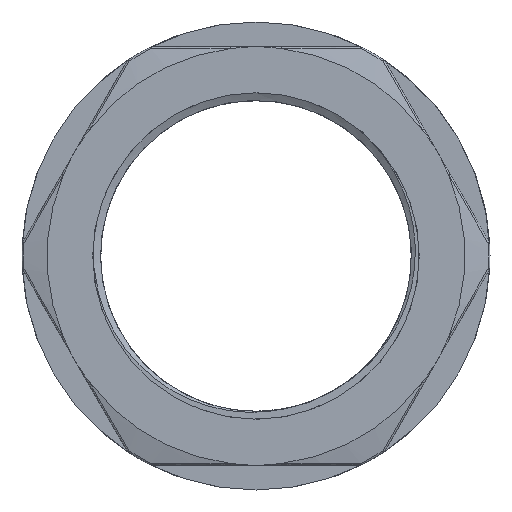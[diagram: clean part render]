
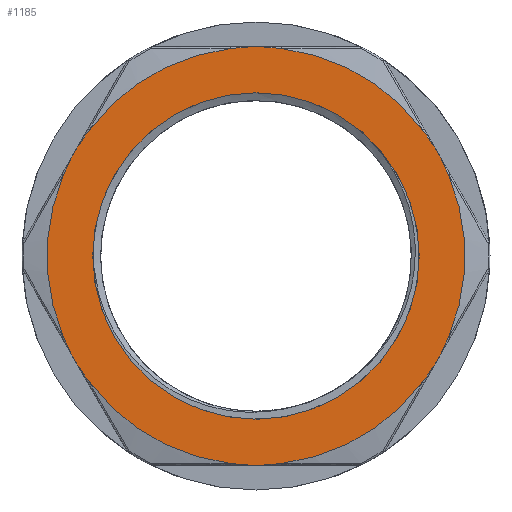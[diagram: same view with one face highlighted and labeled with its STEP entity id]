
A CAD part, left-side view. The second image highlights one B-rep face of the part: STEP entity #1185.
In plain terms, the highlighted planar face has unit normal (-1, 0, 0).
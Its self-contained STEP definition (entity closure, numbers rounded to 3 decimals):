
#41=FACE_BOUND('',#348,.T.);
#56=PLANE('',#1349);
#86=CIRCLE('',#1201,16.011);
#90=CIRCLE('',#1205,20.5);
#99=CIRCLE('',#1218,20.5);
#103=CIRCLE('',#1225,20.5);
#106=CIRCLE('',#1228,20.5);
#115=CIRCLE('',#1241,20.5);
#118=CIRCLE('',#1247,20.5);
#121=CIRCLE('',#1250,20.5);
#130=CIRCLE('',#1263,20.5);
#133=CIRCLE('',#1269,20.5);
#136=CIRCLE('',#1272,20.5);
#145=CIRCLE('',#1285,20.5);
#148=CIRCLE('',#1291,20.5);
#151=CIRCLE('',#1294,20.5);
#160=CIRCLE('',#1307,20.5);
#163=CIRCLE('',#1313,20.5);
#166=CIRCLE('',#1316,20.5);
#174=CIRCLE('',#1328,20.5);
#177=CIRCLE('',#1334,20.5);
#264=FACE_OUTER_BOUND('',#347,.T.);
#347=EDGE_LOOP('',(#1069,#1070,#1071,#1072,#1073,#1074,#1075,#1076,#1077,
#1078,#1079,#1080,#1081,#1082,#1083,#1084,#1085,#1086));
#348=EDGE_LOOP('',(#1087));
#467=VERTEX_POINT('',#2586);
#468=VERTEX_POINT('',#2609);
#472=VERTEX_POINT('',#2653);
#481=VERTEX_POINT('',#2701);
#485=VERTEX_POINT('',#2755);
#486=VERTEX_POINT('',#2781);
#490=VERTEX_POINT('',#2825);
#499=VERTEX_POINT('',#2873);
#501=VERTEX_POINT('',#2945);
#505=VERTEX_POINT('',#2989);
#514=VERTEX_POINT('',#3037);
#516=VERTEX_POINT('',#3109);
#520=VERTEX_POINT('',#3153);
#529=VERTEX_POINT('',#3201);
#531=VERTEX_POINT('',#3273);
#535=VERTEX_POINT('',#3317);
#544=VERTEX_POINT('',#3365);
#548=VERTEX_POINT('',#3475);
#556=VERTEX_POINT('',#3521);
#571=EDGE_CURVE('',#467,#467,#86,.T.);
#577=EDGE_CURVE('',#468,#472,#90,.T.);
#594=EDGE_CURVE('',#472,#481,#99,.T.);
#599=EDGE_CURVE('',#481,#485,#103,.T.);
#605=EDGE_CURVE('',#486,#490,#106,.T.);
#622=EDGE_CURVE('',#490,#499,#115,.T.);
#626=EDGE_CURVE('',#499,#468,#118,.T.);
#631=EDGE_CURVE('',#501,#505,#121,.T.);
#648=EDGE_CURVE('',#505,#514,#130,.T.);
#652=EDGE_CURVE('',#514,#486,#133,.T.);
#657=EDGE_CURVE('',#516,#520,#136,.T.);
#674=EDGE_CURVE('',#520,#529,#145,.T.);
#678=EDGE_CURVE('',#529,#501,#148,.T.);
#683=EDGE_CURVE('',#531,#535,#151,.T.);
#700=EDGE_CURVE('',#535,#544,#160,.T.);
#704=EDGE_CURVE('',#544,#516,#163,.T.);
#708=EDGE_CURVE('',#485,#548,#166,.T.);
#724=EDGE_CURVE('',#548,#556,#174,.T.);
#728=EDGE_CURVE('',#556,#531,#177,.T.);
#1069=ORIENTED_EDGE('',*,*,#674,.F.);
#1070=ORIENTED_EDGE('',*,*,#657,.F.);
#1071=ORIENTED_EDGE('',*,*,#704,.F.);
#1072=ORIENTED_EDGE('',*,*,#700,.F.);
#1073=ORIENTED_EDGE('',*,*,#683,.F.);
#1074=ORIENTED_EDGE('',*,*,#728,.F.);
#1075=ORIENTED_EDGE('',*,*,#724,.F.);
#1076=ORIENTED_EDGE('',*,*,#708,.F.);
#1077=ORIENTED_EDGE('',*,*,#599,.F.);
#1078=ORIENTED_EDGE('',*,*,#594,.F.);
#1079=ORIENTED_EDGE('',*,*,#577,.F.);
#1080=ORIENTED_EDGE('',*,*,#626,.F.);
#1081=ORIENTED_EDGE('',*,*,#622,.F.);
#1082=ORIENTED_EDGE('',*,*,#605,.F.);
#1083=ORIENTED_EDGE('',*,*,#652,.F.);
#1084=ORIENTED_EDGE('',*,*,#648,.F.);
#1085=ORIENTED_EDGE('',*,*,#631,.F.);
#1086=ORIENTED_EDGE('',*,*,#678,.F.);
#1087=ORIENTED_EDGE('',*,*,#571,.T.);
#1185=ADVANCED_FACE('',(#264,#41),#56,.T.);
#1201=AXIS2_PLACEMENT_3D('',#2587,#1367,#1368);
#1205=AXIS2_PLACEMENT_3D('',#2654,#1375,#1376);
#1218=AXIS2_PLACEMENT_3D('',#2745,#1405,#1406);
#1225=AXIS2_PLACEMENT_3D('',#2756,#1420,#1421);
#1228=AXIS2_PLACEMENT_3D('',#2826,#1426,#1427);
#1241=AXIS2_PLACEMENT_3D('',#2917,#1456,#1457);
#1247=AXIS2_PLACEMENT_3D('',#2924,#1469,#1470);
#1250=AXIS2_PLACEMENT_3D('',#2990,#1475,#1476);
#1263=AXIS2_PLACEMENT_3D('',#3081,#1505,#1506);
#1269=AXIS2_PLACEMENT_3D('',#3088,#1518,#1519);
#1272=AXIS2_PLACEMENT_3D('',#3154,#1524,#1525);
#1285=AXIS2_PLACEMENT_3D('',#3245,#1554,#1555);
#1291=AXIS2_PLACEMENT_3D('',#3252,#1567,#1568);
#1294=AXIS2_PLACEMENT_3D('',#3318,#1573,#1574);
#1307=AXIS2_PLACEMENT_3D('',#3409,#1603,#1604);
#1313=AXIS2_PLACEMENT_3D('',#3416,#1616,#1617);
#1316=AXIS2_PLACEMENT_3D('',#3476,#1622,#1623);
#1328=AXIS2_PLACEMENT_3D('',#3565,#1650,#1651);
#1334=AXIS2_PLACEMENT_3D('',#3572,#1663,#1664);
#1349=AXIS2_PLACEMENT_3D('',#3588,#1693,#1694);
#1367=DIRECTION('center_axis',(1.,0.,0.));
#1368=DIRECTION('ref_axis',(0.,0.,-1.));
#1375=DIRECTION('center_axis',(1.,0.,0.));
#1376=DIRECTION('ref_axis',(0.,-1.,0.));
#1405=DIRECTION('center_axis',(1.,0.,0.));
#1406=DIRECTION('ref_axis',(0.,-1.,0.));
#1420=DIRECTION('center_axis',(1.,0.,0.));
#1421=DIRECTION('ref_axis',(0.,-1.,0.));
#1426=DIRECTION('center_axis',(1.,0.,0.));
#1427=DIRECTION('ref_axis',(0.,-1.,0.));
#1456=DIRECTION('center_axis',(1.,0.,0.));
#1457=DIRECTION('ref_axis',(0.,-1.,0.));
#1469=DIRECTION('center_axis',(1.,0.,0.));
#1470=DIRECTION('ref_axis',(0.,-1.,0.));
#1475=DIRECTION('center_axis',(1.,0.,0.));
#1476=DIRECTION('ref_axis',(0.,-1.,0.));
#1505=DIRECTION('center_axis',(1.,0.,0.));
#1506=DIRECTION('ref_axis',(0.,-1.,0.));
#1518=DIRECTION('center_axis',(1.,0.,0.));
#1519=DIRECTION('ref_axis',(0.,-1.,0.));
#1524=DIRECTION('center_axis',(1.,0.,0.));
#1525=DIRECTION('ref_axis',(0.,-1.,0.));
#1554=DIRECTION('center_axis',(1.,0.,0.));
#1555=DIRECTION('ref_axis',(0.,-1.,0.));
#1567=DIRECTION('center_axis',(1.,0.,0.));
#1568=DIRECTION('ref_axis',(0.,-1.,0.));
#1573=DIRECTION('center_axis',(1.,0.,0.));
#1574=DIRECTION('ref_axis',(0.,-1.,0.));
#1603=DIRECTION('center_axis',(1.,0.,0.));
#1604=DIRECTION('ref_axis',(0.,-1.,0.));
#1616=DIRECTION('center_axis',(1.,0.,0.));
#1617=DIRECTION('ref_axis',(0.,-1.,0.));
#1622=DIRECTION('center_axis',(1.,0.,0.));
#1623=DIRECTION('ref_axis',(0.,-1.,0.));
#1650=DIRECTION('center_axis',(1.,0.,0.));
#1651=DIRECTION('ref_axis',(0.,-1.,0.));
#1663=DIRECTION('center_axis',(1.,0.,0.));
#1664=DIRECTION('ref_axis',(0.,-1.,0.));
#1693=DIRECTION('center_axis',(-1.,0.,0.));
#1694=DIRECTION('ref_axis',(0.,0.,1.));
#2586=CARTESIAN_POINT('',(-7.,13.866,-8.006));
#2587=CARTESIAN_POINT('Origin',(-7.,0.,0.));
#2609=CARTESIAN_POINT('',(-7.,-16.361,12.352));
#2653=CARTESIAN_POINT('',(-7.,-17.754,10.25));
#2654=CARTESIAN_POINT('Origin',(-7.,0.,0.));
#2701=CARTESIAN_POINT('',(-7.,-18.877,7.993));
#2745=CARTESIAN_POINT('Origin',(-7.,0.,0.));
#2755=CARTESIAN_POINT('',(-7.,-18.877,-7.993));
#2756=CARTESIAN_POINT('Origin',(-7.,0.,0.));
#2781=CARTESIAN_POINT('',(-7.,2.516,20.345));
#2825=CARTESIAN_POINT('',(-7.,0.,20.5));
#2826=CARTESIAN_POINT('Origin',(-7.,0.,0.));
#2873=CARTESIAN_POINT('',(-7.,-2.516,20.345));
#2917=CARTESIAN_POINT('Origin',(-7.,0.,0.));
#2924=CARTESIAN_POINT('Origin',(-7.,0.,0.));
#2945=CARTESIAN_POINT('',(-7.,18.877,7.993));
#2989=CARTESIAN_POINT('',(-7.,17.754,10.25));
#2990=CARTESIAN_POINT('Origin',(-7.,0.,0.));
#3037=CARTESIAN_POINT('',(-7.,16.361,12.352));
#3081=CARTESIAN_POINT('Origin',(-7.,0.,0.));
#3088=CARTESIAN_POINT('Origin',(-7.,0.,0.));
#3109=CARTESIAN_POINT('',(-7.,16.361,-12.352));
#3153=CARTESIAN_POINT('',(-7.,17.754,-10.25));
#3154=CARTESIAN_POINT('Origin',(-7.,0.,0.));
#3201=CARTESIAN_POINT('',(-7.,18.877,-7.993));
#3245=CARTESIAN_POINT('Origin',(-7.,0.,0.));
#3252=CARTESIAN_POINT('Origin',(-7.,0.,0.));
#3273=CARTESIAN_POINT('',(-7.,-2.516,-20.345));
#3317=CARTESIAN_POINT('',(-7.,0.,-20.5));
#3318=CARTESIAN_POINT('Origin',(-7.,0.,0.));
#3365=CARTESIAN_POINT('',(-7.,2.516,-20.345));
#3409=CARTESIAN_POINT('Origin',(-7.,0.,0.));
#3416=CARTESIAN_POINT('Origin',(-7.,0.,0.));
#3475=CARTESIAN_POINT('',(-7.,-17.754,-10.25));
#3476=CARTESIAN_POINT('Origin',(-7.,0.,0.));
#3521=CARTESIAN_POINT('',(-7.,-16.361,-12.352));
#3565=CARTESIAN_POINT('Origin',(-7.,0.,0.));
#3572=CARTESIAN_POINT('Origin',(-7.,0.,0.));
#3588=CARTESIAN_POINT('Origin',(-7.,22.95,0.));
